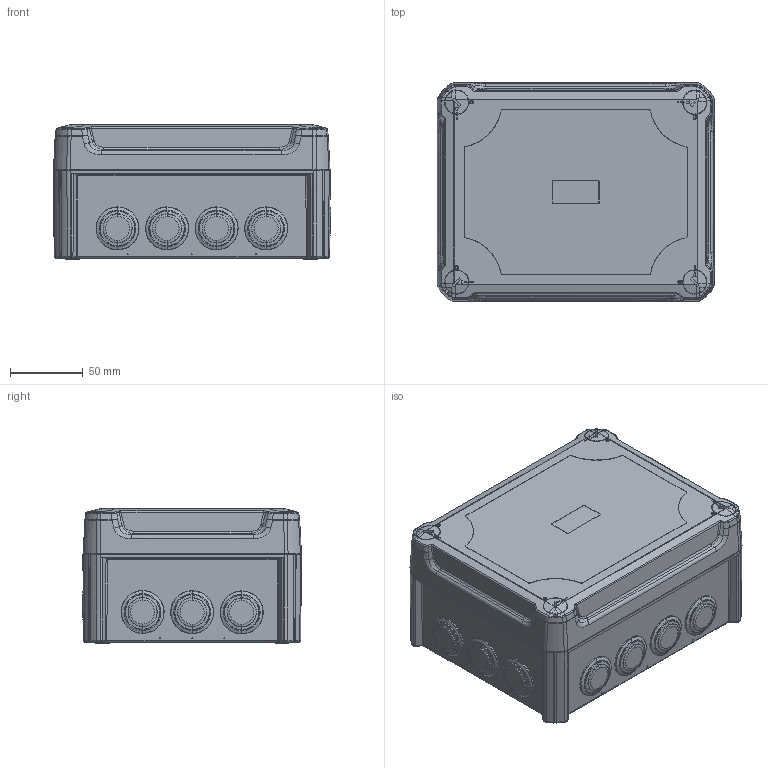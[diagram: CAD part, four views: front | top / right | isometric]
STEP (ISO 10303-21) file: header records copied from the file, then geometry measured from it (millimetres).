
FILE_DESCRIPTION(/* description */ (''),/* implementation_level */ '2;1');
FILE_NAME(/* name */ '2007714',/* time_stamp */ '2016-02-26T16:54:01+01:00',/* author */ (''),/* organization */ (''),/* preprocessor_version */ 'ST-DEVELOPER v15',/* originating_system */ '',/* authorisation */ '');
FILE_SCHEMA (('CONFIG_CONTROL_DESIGN'));
Products named in the file (2): Document; 2007714
Assembly tree (1 placements, depth 2):
  Document
    2007714
Bounding box: 190.22 x 150.25 x 92.97 mm (x, y, z)
Volume: 89511.2 mm3; surface area: 274669.6 mm2
Topology: 19 solids, 21 shells, 2301 faces, 5679 edges, 3452 vertices
Faces by surface type: bspline 1786, plane 515
Entity records: 177392 total; most frequent: CARTESIAN_POINT 145304, ORIENTED_EDGE 11355, EDGE_CURVE 5681, VERTEX_POINT 3452, B_SPLINE_CURVE_WITH_KNOTS 2543, EDGE_LOOP 2382, ADVANCED_FACE 2301, FACE_OUTER_BOUND 2301
